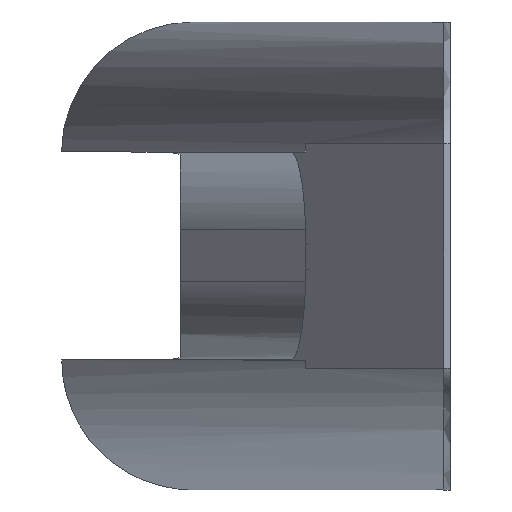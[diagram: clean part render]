
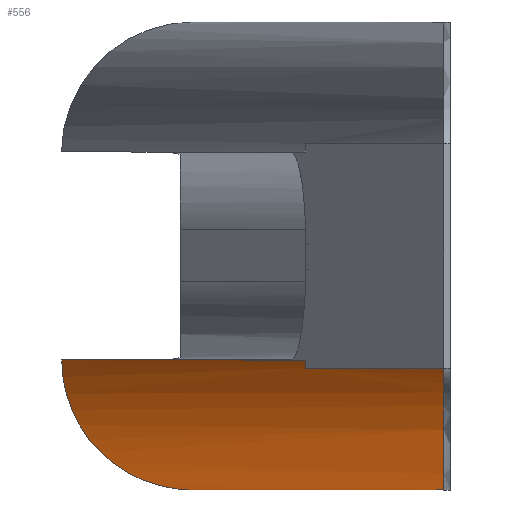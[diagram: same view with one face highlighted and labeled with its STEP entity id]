
A CAD part, left-side view. The second image highlights one B-rep face of the part: STEP entity #556.
In plain terms, the highlighted cylindrical face has radius 5 mm (diameter 10 mm), a partial arc.
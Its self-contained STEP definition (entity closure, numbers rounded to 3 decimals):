
#22=CYLINDRICAL_SURFACE('',#608,5.);
#32=CIRCLE('',#609,5.);
#45=ELLIPSE('',#604,30.204,5.);
#48=ELLIPSE('',#610,5.07,5.);
#71=FACE_OUTER_BOUND('',#103,.T.);
#103=EDGE_LOOP('',(#405,#406,#407,#408,#409,#410));
#132=LINE('',#830,#183);
#145=LINE('',#921,#196);
#146=LINE('',#925,#197);
#183=VECTOR('',#661,10.);
#196=VECTOR('',#702,10.);
#197=VECTOR('',#705,10.);
#233=VERTEX_POINT('',#827);
#234=VERTEX_POINT('',#829);
#246=VERTEX_POINT('',#901);
#250=VERTEX_POINT('',#920);
#251=VERTEX_POINT('',#922);
#252=VERTEX_POINT('',#924);
#287=EDGE_CURVE('',#234,#233,#132,.T.);
#303=EDGE_CURVE('',#233,#246,#45,.T.);
#310=EDGE_CURVE('',#250,#246,#145,.T.);
#311=EDGE_CURVE('',#250,#251,#32,.T.);
#312=EDGE_CURVE('',#251,#252,#146,.T.);
#313=EDGE_CURVE('',#234,#252,#48,.F.);
#405=ORIENTED_EDGE('',*,*,#303,.T.);
#406=ORIENTED_EDGE('',*,*,#310,.F.);
#407=ORIENTED_EDGE('',*,*,#311,.T.);
#408=ORIENTED_EDGE('',*,*,#312,.T.);
#409=ORIENTED_EDGE('',*,*,#313,.F.);
#410=ORIENTED_EDGE('',*,*,#287,.T.);
#556=ADVANCED_FACE('',(#71),#22,.T.);
#604=AXIS2_PLACEMENT_3D('',#902,#688,#689);
#608=AXIS2_PLACEMENT_3D('',#919,#700,#701);
#609=AXIS2_PLACEMENT_3D('',#923,#703,#704);
#610=AXIS2_PLACEMENT_3D('',#926,#706,#707);
#661=DIRECTION('',(-0.986,-0.166,0.));
#688=DIRECTION('center_axis',(0.,1.,0.));
#689=DIRECTION('ref_axis',(-1.,0.,0.));
#700=DIRECTION('center_axis',(-0.986,-0.166,0.));
#701=DIRECTION('ref_axis',(-0.117,0.697,-0.707));
#702=DIRECTION('',(-0.986,-0.166,0.));
#703=DIRECTION('center_axis',(0.986,0.166,0.));
#704=DIRECTION('ref_axis',(-0.117,0.697,-0.707));
#705=DIRECTION('',(0.986,0.166,0.));
#706=DIRECTION('center_axis',(-1.,0.,0.));
#707=DIRECTION('ref_axis',(0.,1.,0.));
#827=CARTESIAN_POINT('',(-104.625,36.108,83.575));
#829=CARTESIAN_POINT('',(-47.305,45.729,83.575));
#830=CARTESIAN_POINT('',(-49.815,45.308,83.575));
#901=CARTESIAN_POINT('',(-134.77,36.108,88.266));
#902=CARTESIAN_POINT('Origin',(-104.625,36.108,88.575));
#919=CARTESIAN_POINT('Origin',(-49.815,45.308,88.575));
#920=CARTESIAN_POINT('',(-103.141,41.417,88.266));
#921=CARTESIAN_POINT('',(-50.641,50.229,88.266));
#922=CARTESIAN_POINT('',(-103.143,41.426,88.575));
#923=CARTESIAN_POINT('Origin',(-102.315,36.495,88.575));
#924=CARTESIAN_POINT('',(-47.305,50.799,88.575));
#925=CARTESIAN_POINT('',(-50.643,50.239,88.575));
#926=CARTESIAN_POINT('Origin',(-47.305,45.729,88.575));
